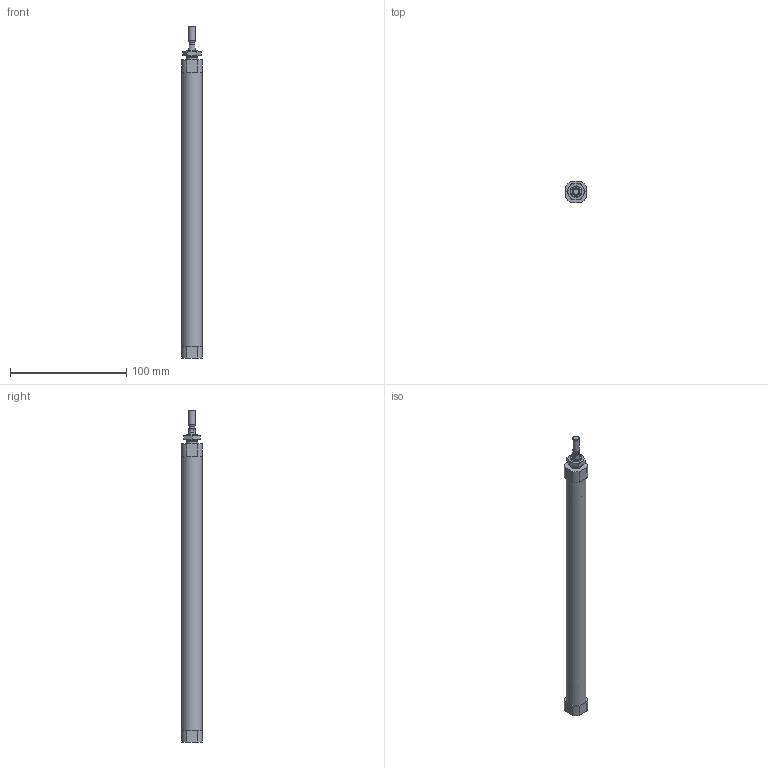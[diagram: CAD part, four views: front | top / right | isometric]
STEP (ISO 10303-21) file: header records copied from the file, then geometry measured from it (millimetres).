
FILE_DESCRIPTION(/* description */ ('STEP AP214'),/* implementation_level */ '2;1');
FILE_NAME(/* name */ '5217248_DSNU-S-16-200-PPS-A-MQ',/* time_stamp */ '2024-08-21T08:49:57+02:00',/* author */ ('License CC BY-ND 4.0'),/* organization */ ('CADENAS'),/* preprocessor_version */ 'ST-DEVELOPER v19.3',/* originating_system */ 'PARTsolutions',/* authorisation */ ' ');
FILE_SCHEMA (('AUTOMOTIVE_DESIGN {1 0 10303 214 3 1 1}'));
Length unit declared in the file: millimetre
Products named in the file (4): 5217248 DSNU-S-16-200-PPS-A-MQ---(0); 8112004 DSNU-S-16-200-PPS-MQ---(C); 8112004 DSNU-S-16-200-PPS---(P); 5362901 M10x1
Assembly tree (3 placements, depth 2):
  5217248 DSNU-S-16-200-PPS-A-MQ---(0)
    8112004 DSNU-S-16-200-PPS-MQ---(C)
    8112004 DSNU-S-16-200-PPS---(P)
    5362901 M10x1
Bounding box: 18 x 18 x 286.1 mm (x, y, z)
Volume: 28383.1 mm3; surface area: 33074.1 mm2
Topology: 3 solids, 3 shells, 79 faces, 172 edges, 106 vertices
Faces by surface type: plane 31, cone 24, cylinder 21, torus 3
Full cylindrical faces by diameter (mm): 4.134 x2, 4.8 x1, 6 x3, 8.4 x1, 8.917 x1, 10 x2, 16 x2, 17.3 x1
Entity records: 2140 total; most frequent: CARTESIAN_POINT 438, DIRECTION 344, ORIENTED_EDGE 284, AXIS2_PLACEMENT_3D 150, EDGE_CURVE 142, FACE_BOUND 117, EDGE_LOOP 116, VERTEX_POINT 103
